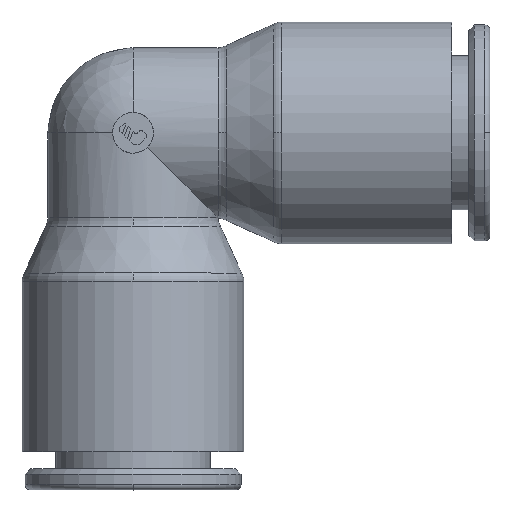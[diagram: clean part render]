
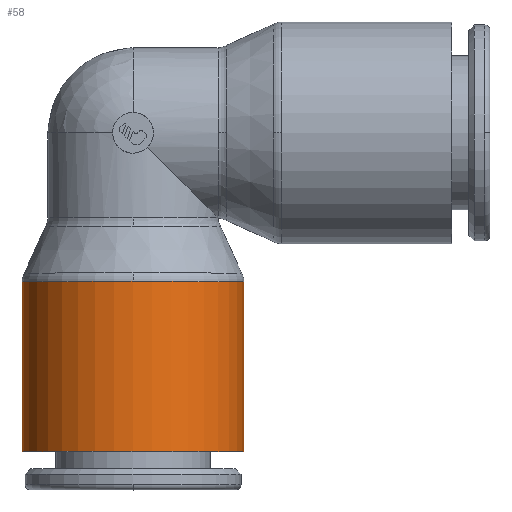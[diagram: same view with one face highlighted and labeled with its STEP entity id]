
A CAD part, top view. The second image highlights one B-rep face of the part: STEP entity #58.
In plain terms, the highlighted cylindrical face has radius 9.5 mm (diameter 19 mm), a partial arc.
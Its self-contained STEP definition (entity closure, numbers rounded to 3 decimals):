
#58=ADVANCED_FACE('',(#144),#145,.T.);
#144=FACE_OUTER_BOUND('',#299,.T.);
#145=CYLINDRICAL_SURFACE('',#300,9.5);
#299=EDGE_LOOP('',(#526,#527,#528,#529,#530));
#300=AXIS2_PLACEMENT_3D('',#531,#532,#533);
#526=ORIENTED_EDGE('',*,*,#1070,.F.);
#527=ORIENTED_EDGE('',*,*,#1071,.T.);
#528=ORIENTED_EDGE('',*,*,#1072,.T.);
#529=ORIENTED_EDGE('',*,*,#1073,.F.);
#530=ORIENTED_EDGE('',*,*,#1074,.F.);
#531=CARTESIAN_POINT('',(-27.295,-20.016,0.0));
#532=DIRECTION('',(0.,-1.0,0.0));
#533=DIRECTION('',(1.0,0.,0.0));
#1070=EDGE_CURVE('',#1300,#1301,#1302,.T.);
#1071=EDGE_CURVE('',#1300,#1303,#1304,.T.);
#1072=EDGE_CURVE('',#1303,#1305,#1306,.T.);
#1073=EDGE_CURVE('',#1307,#1305,#1308,.T.);
#1074=EDGE_CURVE('',#1301,#1307,#1309,.T.);
#1300=VERTEX_POINT('',#1623);
#1301=VERTEX_POINT('',#1624);
#1302=LINE('',#1625,#1626);
#1303=VERTEX_POINT('',#1627);
#1304=CIRCLE('',#1628,9.5);
#1305=VERTEX_POINT('',#1629);
#1306=CIRCLE('',#1630,9.5);
#1307=VERTEX_POINT('',#1631);
#1308=LINE('',#1632,#1633);
#1309=CIRCLE('',#1634,9.5);
#1623=CARTESIAN_POINT('',(-17.795,-12.737,0.0));
#1624=CARTESIAN_POINT('',(-17.795,-27.295,0.0));
#1625=CARTESIAN_POINT('',(-17.795,-20.016,0.));
#1626=VECTOR('',#2161,1.0);
#1627=CARTESIAN_POINT('',(-27.295,-12.737,9.5));
#1628=AXIS2_PLACEMENT_3D('',#2162,#2163,#2164);
#1629=CARTESIAN_POINT('',(-36.795,-12.737,0.));
#1630=AXIS2_PLACEMENT_3D('',#2165,#2166,#2167);
#1631=CARTESIAN_POINT('',(-36.795,-27.295,0.));
#1632=CARTESIAN_POINT('',(-36.795,-20.016,0.));
#1633=VECTOR('',#2168,1.0);
#1634=AXIS2_PLACEMENT_3D('',#2169,#2170,#2171);
#2161=DIRECTION('',(0.,-1.0,0.0));
#2162=CARTESIAN_POINT('',(-27.295,-12.737,0.0));
#2163=DIRECTION('',(0.,-1.0,0.0));
#2164=DIRECTION('',(1.0,0.,0.0));
#2165=CARTESIAN_POINT('',(-27.295,-12.737,0.0));
#2166=DIRECTION('',(0.,-1.0,0.0));
#2167=DIRECTION('',(1.0,0.,0.0));
#2168=DIRECTION('',(0.,1.0,-0.0));
#2169=CARTESIAN_POINT('',(-27.295,-27.295,0.0));
#2170=DIRECTION('',(0.,-1.0,0.0));
#2171=DIRECTION('',(1.0,0.,0.0));
